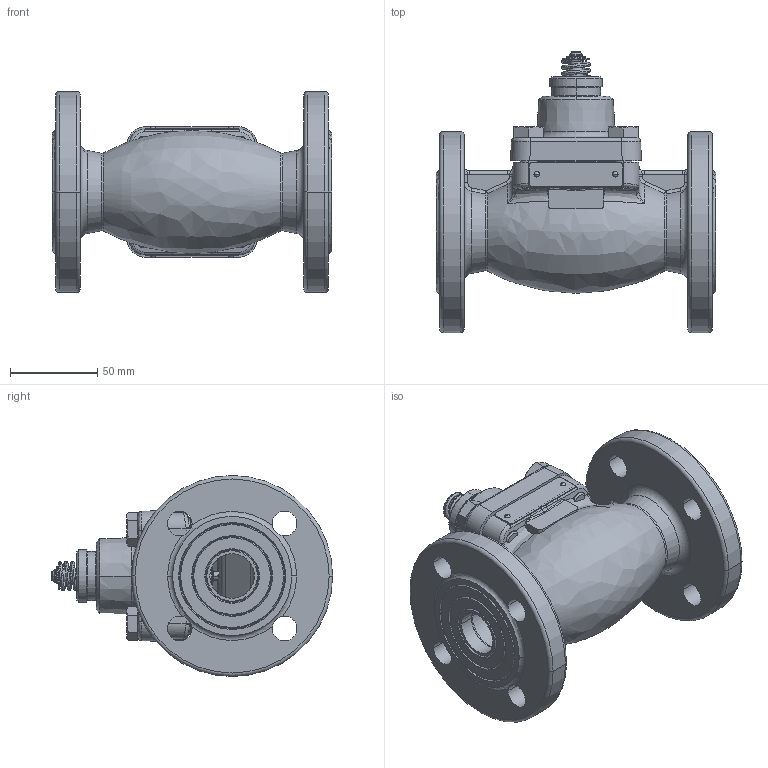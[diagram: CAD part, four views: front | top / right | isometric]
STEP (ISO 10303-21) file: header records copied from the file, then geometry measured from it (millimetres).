
FILE_DESCRIPTION((''),'2;1');
FILE_NAME('065B2058','2012-03-27T',('U258099'),('Danfoss'),'PRO/ENGINEER BY PARAMETRIC TECHNOLOGY CORPORATION, 2010370','PRO/ENGINEER BY PARAMETRIC TECHNOLOGY CORPORATION, 2010370','');
FILE_SCHEMA(('CONFIG_CONTROL_DESIGN'));
Length unit declared in the file: millimetre
Products named in the file (1): 065B2058
Bounding box: 160 x 160.9 x 115 mm (x, y, z)
Volume: 631049.7 mm3; surface area: 147477.8 mm2
Topology: 1 solids, 1 shells, 763 faces, 1815 edges, 1082 vertices
Faces by surface type: cylinder 234, plane 187, torus 116, bspline 107, cone 94, sphere 25
Entity records: 37426 total; most frequent: CARTESIAN_POINT 20306, ORIENTED_EDGE 3602, DIRECTION 3592, EDGE_CURVE 1801, AXIS2_PLACEMENT_3D 1515, VERTEX_POINT 1082, CIRCLE 859, EDGE_LOOP 847
